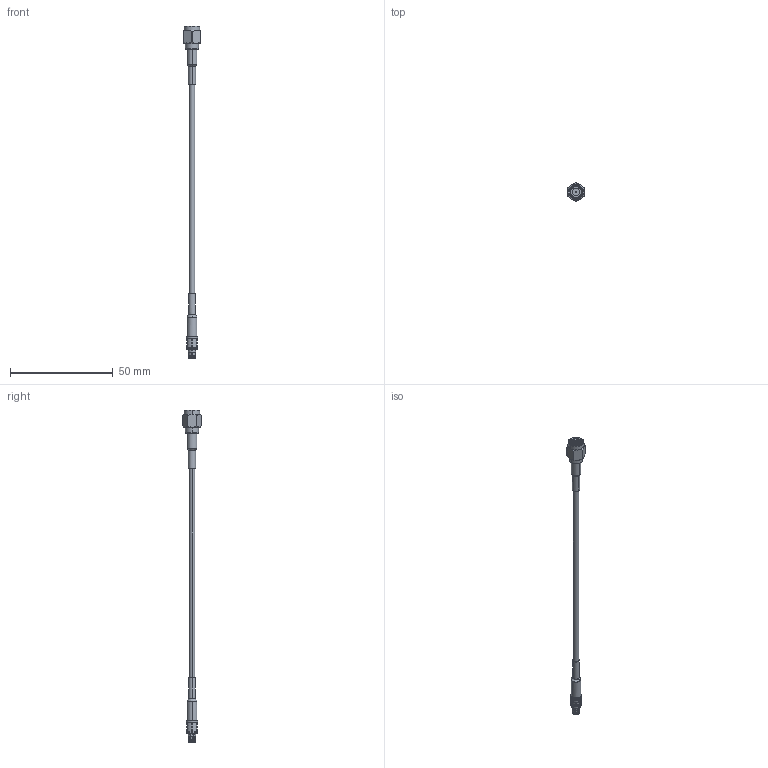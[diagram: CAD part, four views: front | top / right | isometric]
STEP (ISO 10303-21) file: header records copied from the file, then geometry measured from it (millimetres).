
FILE_DESCRIPTION (( 'STEP AP203' ), '1' );
FILE_NAME ('PE3W07452.step', '2020-09-09T16:41:23', ( '' ), ( '' ), 'SwSTEP 2.0', 'SolidWorks 2018', '' );
FILE_SCHEMA (( 'CONFIG_CONTROL_DESIGN' ));
Length unit declared in the file: inch
Products named in the file (4): RG174A-U^PE3W07452_RG174A-U; TC-100-SM^PE3W07452_HeatShrink; PE4551^PE3W07452_Heat Shrink; PE3W07452
Assembly tree (3 placements, depth 2):
  PE3W07452
    RG174A-U^PE3W07452_RG174A-U
    TC-100-SM^PE3W07452_HeatShrink
    PE4551^PE3W07452_Heat Shrink
Bounding box: 7.94 x 9.02 x 161.58 mm (x, y, z)
Volume: 1689.7 mm3; surface area: 2220.5 mm2
Topology: 3 solids, 3 shells, 204 faces, 490 edges, 308 vertices
Faces by surface type: cylinder 89, plane 52, cone 48, torus 8, bspline 7
Entity records: 7793 total; most frequent: CARTESIAN_POINT 2716, DIRECTION 998, ORIENTED_EDGE 980, EDGE_CURVE 490, AXIS2_PLACEMENT_3D 413, VERTEX_POINT 308, EDGE_LOOP 220, CIRCLE 210
